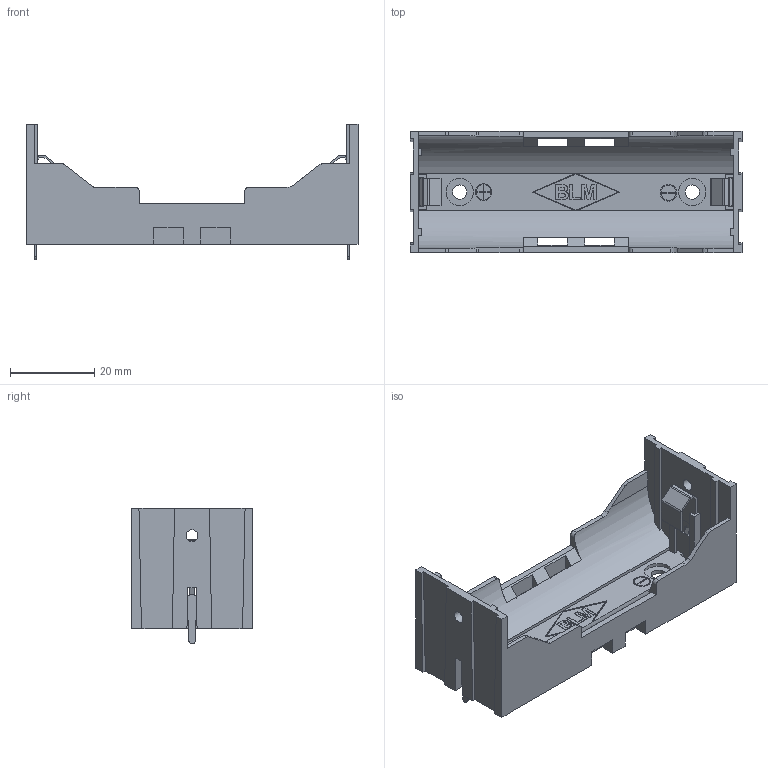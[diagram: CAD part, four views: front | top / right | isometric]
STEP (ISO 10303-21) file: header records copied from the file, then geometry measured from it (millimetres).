
FILE_DESCRIPTION(('FreeCAD Model'),'2;1');
FILE_NAME('Open CASCADE Shape Model','2023-08-21T14:10:20',( 'kicad StepUp'),('ksu MCAD'),'Open CASCADE STEP processor 7.6', 'FreeCAD','Unknown');
FILE_SCHEMA(('AUTOMOTIVE_DESIGN { 1 0 10303 214 1 1 1 1 }'));
Length unit declared in the file: millimetre
Products named in the file (4): BT1_BatteryHolder_BLM_1x26653_e03b4acd4cb1; BatteryHolder_BLM_1x26650; BatteryHolder_BLM_1x26651; BatteryHolder_BLM_1x26652
Assembly tree (3 placements, depth 2):
  BT1_BatteryHolder_BLM_1x26653_e03b4acd4cb1
    BatteryHolder_BLM_1x26650
    BatteryHolder_BLM_1x26651
    BatteryHolder_BLM_1x26652
Bounding box: 78.8 x 28.8 x 32.2 mm (x, y, z)
Volume: 10183.4 mm3; surface area: 15116.9 mm2
Topology: 3 solids, 3 shells, 649 faces, 1835 edges, 1216 vertices
Faces by surface type: plane 417, bspline 161, cylinder 71
Full cylindrical faces by diameter (mm): 2.8 x2, 3.4 x2, 4 x1, 6 x2, 6.5 x2, 12 x1
Entity records: 22501 total; most frequent: CARTESIAN_POINT 6497, ORIENTED_EDGE 3670, DIRECTION 2649, EDGE_CURVE 1835, LINE 1345, VECTOR 1345, VERTEX_POINT 1216, FACE_BOUND 705
